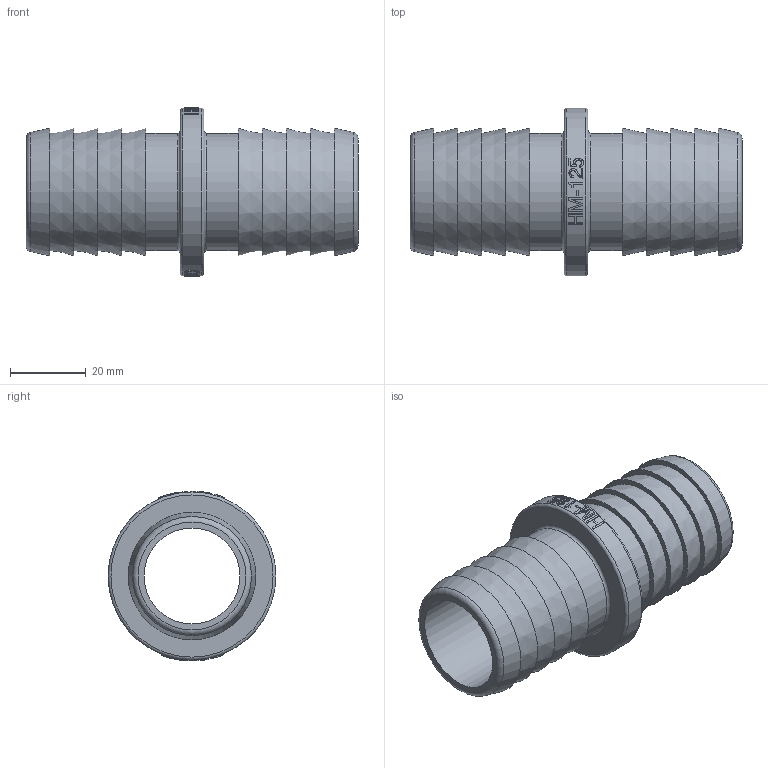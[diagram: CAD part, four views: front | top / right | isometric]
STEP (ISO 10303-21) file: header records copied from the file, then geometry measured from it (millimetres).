
FILE_DESCRIPTION(/* description */ ('1 1/4" HOSE MENDER'),/* implementation_level */ '2;1');
FILE_NAME(/* name */ 'HM125.stp',/* time_stamp */ '2013-11-15T10:52:29-05:00',/* author */ ('DCerny'),/* organization */ (''),/* preprocessor_version */ 'ST-DEVELOPER v15.2',/* originating_system */ 'Autodesk Inventor 2014',/* authorisation */ '');
FILE_SCHEMA (('AUTOMOTIVE_DESIGN { 1 0 10303 214 3 1 1 }'));
Length unit declared in the file: inch
Products named in the file (1): HM125
Bounding box: 87.88 x 44.45 x 44.94 mm (x, y, z)
Volume: 31206.7 mm3; surface area: 19601.3 mm2
Topology: 1 solids, 1 shells, 184 faces, 459 edges, 304 vertices
Faces by surface type: plane 82, bspline 67, cylinder 19, cone 10, torus 6
Full cylindrical faces by diameter (mm): 25.4 x1, 30.988 x2, 44.45 x1
Entity records: 14448 total; most frequent: CARTESIAN_POINT 10606, ORIENTED_EDGE 878, DIRECTION 559, EDGE_CURVE 439, VERTEX_POINT 304, EDGE_LOOP 233, AXIS2_PLACEMENT_3D 197, B_SPLINE_CURVE_WITH_KNOTS 195
